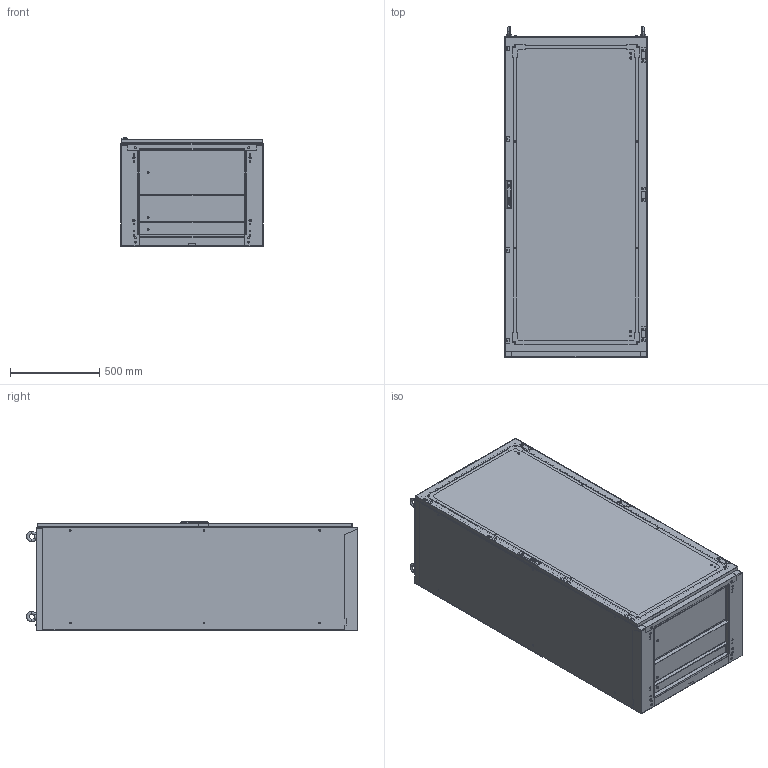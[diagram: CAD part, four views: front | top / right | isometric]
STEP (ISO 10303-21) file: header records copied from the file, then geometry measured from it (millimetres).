
FILE_DESCRIPTION (( 'STEP AP214' ), '1' );
FILE_NAME ('0390-8018-60-07.step', '2022-07-28T11:21:20', ( '' ), ( '' ), 'SwSTEP 2.0', 'SolidWorks 2019', '' );
FILE_SCHEMA (( 'AUTOMOTIVE_DESIGN' ));
Length unit declared in the file: millimetre
Products named in the file (5): TuerR_s_0395-8018-00-97; Dachplatte_ss_0390-8000-60-07; 0390-8018-60-07; Bodenplattensatz_s_0396-8000-60-03; Korpus_ss_8018-60
Assembly tree (4 placements, depth 2):
  0390-8018-60-07
    Korpus_ss_8018-60
    TuerR_s_0395-8018-00-97
    Dachplatte_ss_0390-8000-60-07
    Bodenplattensatz_s_0396-8000-60-03
Bounding box: 800 x 1857.99 x 607.5 mm (x, y, z)
Volume: 13086512.6 mm3; surface area: 14559648.7 mm2
Topology: 38 solids, 38 shells, 4386 faces, 11661 edges, 7710 vertices
Faces by surface type: plane 2432, cylinder 1752, cone 166, torus 24, bspline 12
Entity records: 166670 total; most frequent: CARTESIAN_POINT 25699, DIRECTION 23903, ORIENTED_EDGE 23322, EDGE_CURVE 11661, AXIS2_PLACEMENT_3D 8134, VERTEX_POINT 7710, VECTOR 7635, LINE 7635
